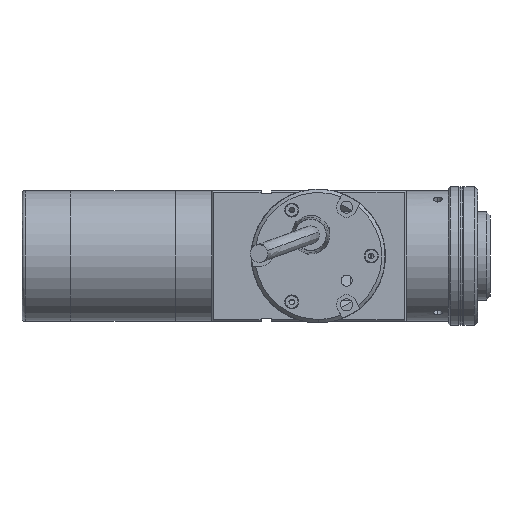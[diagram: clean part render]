
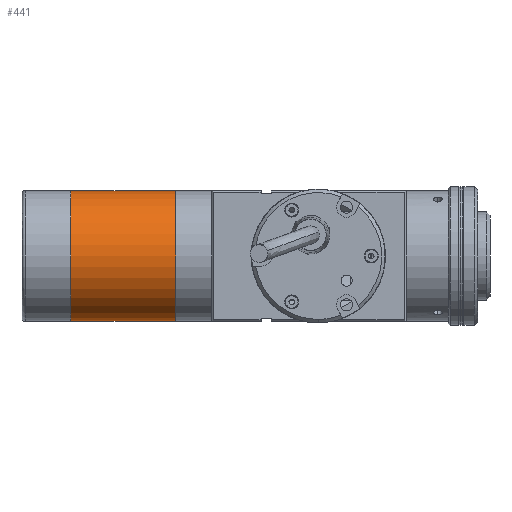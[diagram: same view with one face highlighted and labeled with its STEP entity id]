
A CAD part, front view. The second image highlights one B-rep face of the part: STEP entity #441.
In plain terms, the highlighted cylindrical face has radius 18.85 mm (diameter 37.7 mm), a partial arc.
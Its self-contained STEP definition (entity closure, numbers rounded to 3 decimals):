
#130 = DIRECTION ( 'NONE',  ( 0., 0., 1. ) ) ;
#441 = ADVANCED_FACE ( 'NONE', ( #11208 ), #12090, .T. ) ;
#934 = CARTESIAN_POINT ( 'NONE',  ( 176.634, 0., -18.85 ) ) ;
#997 = VERTEX_POINT ( 'NONE', #934 ) ;
#1792 = ORIENTED_EDGE ( 'NONE', *, *, #12637, .T. ) ;
#2318 = DIRECTION ( 'NONE',  ( 0., 0., 1. ) ) ;
#2538 = CARTESIAN_POINT ( 'NONE',  ( 2.1, 0., -18.85 ) ) ;
#2947 = AXIS2_PLACEMENT_3D ( 'NONE', #6394, #14346, #7543 ) ;
#2994 = CARTESIAN_POINT ( 'NONE',  ( 146.44, 0., -18.85 ) ) ;
#3469 = CARTESIAN_POINT ( 'NONE',  ( 176.634, 0., 18.85 ) ) ;
#4126 = CIRCLE ( 'NONE', #2947, 18.85 ) ;
#4280 = CARTESIAN_POINT ( 'NONE',  ( 146.44, 0., 18.85 ) ) ;
#4281 = ORIENTED_EDGE ( 'NONE', *, *, #8619, .T. ) ;
#4567 = DIRECTION ( 'NONE',  ( -1., 0., 0. ) ) ;
#5276 = DIRECTION ( 'NONE',  ( -1., 0., 0. ) ) ;
#5720 = VERTEX_POINT ( 'NONE', #2994 ) ;
#6394 = CARTESIAN_POINT ( 'NONE',  ( 146.44, 0., 0. ) ) ;
#6549 = AXIS2_PLACEMENT_3D ( 'NONE', #12521, #4567, #2318 ) ;
#6771 = EDGE_CURVE ( 'NONE', #997, #5720, #10156, .T. ) ;
#6884 = DIRECTION ( 'NONE',  ( -1., 0., 0. ) ) ;
#6997 = EDGE_CURVE ( 'NONE', #5720, #7698, #4126, .T. ) ;
#7221 = AXIS2_PLACEMENT_3D ( 'NONE', #13715, #6884, #130 ) ;
#7455 = CIRCLE ( 'NONE', #7221, 18.85 ) ;
#7543 = DIRECTION ( 'NONE',  ( 0., 0., 1. ) ) ;
#7583 = EDGE_LOOP ( 'NONE', ( #13693, #1792, #4281, #10851 ) ) ;
#7698 = VERTEX_POINT ( 'NONE', #4280 ) ;
#8619 = EDGE_CURVE ( 'NONE', #14715, #7698, #10870, .T. ) ;
#9784 = VECTOR ( 'NONE', #10526, 1000. ) ;
#10156 = LINE ( 'NONE', #2538, #9784 ) ;
#10526 = DIRECTION ( 'NONE',  ( -1., 0., 0. ) ) ;
#10851 = ORIENTED_EDGE ( 'NONE', *, *, #6997, .F. ) ;
#10870 = LINE ( 'NONE', #13252, #13904 ) ;
#11208 = FACE_OUTER_BOUND ( 'NONE', #7583, .T. ) ;
#12090 = CYLINDRICAL_SURFACE ( 'NONE', #6549, 18.85 ) ;
#12521 = CARTESIAN_POINT ( 'NONE',  ( 2.1, 0., 0. ) ) ;
#12637 = EDGE_CURVE ( 'NONE', #997, #14715, #7455, .T. ) ;
#13252 = CARTESIAN_POINT ( 'NONE',  ( 2.1, 0., 18.85 ) ) ;
#13693 = ORIENTED_EDGE ( 'NONE', *, *, #6771, .F. ) ;
#13715 = CARTESIAN_POINT ( 'NONE',  ( 176.634, 0., 0. ) ) ;
#13904 = VECTOR ( 'NONE', #5276, 1000. ) ;
#14346 = DIRECTION ( 'NONE',  ( -1., 0., 0. ) ) ;
#14715 = VERTEX_POINT ( 'NONE', #3469 ) ;
